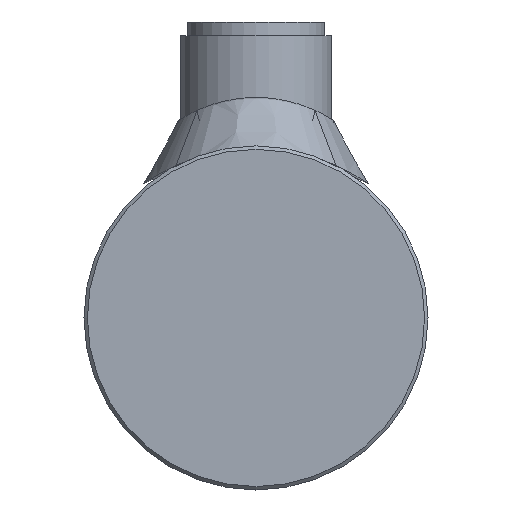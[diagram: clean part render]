
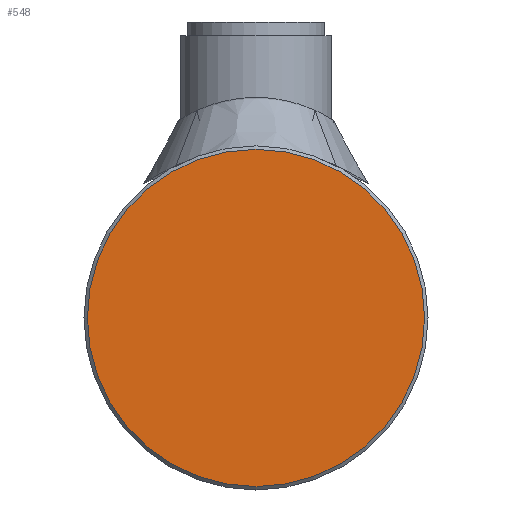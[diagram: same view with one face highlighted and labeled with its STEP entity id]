
A CAD part, left-side view. The second image highlights one B-rep face of the part: STEP entity #548.
In plain terms, the highlighted planar face has unit normal (-1, 0, 0).
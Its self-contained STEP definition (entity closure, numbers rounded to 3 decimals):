
#548 = ADVANCED_FACE( '', ( #1036 ), #1037, .T. );
#1036 = FACE_OUTER_BOUND( '', #1790, .T. );
#1037 = PLANE( '', #1791 );
#1790 = EDGE_LOOP( '', ( #4680 ) );
#1791 = AXIS2_PLACEMENT_3D( '', #4681, #4682, #4683 );
#4680 = ORIENTED_EDGE( '', *, *, #5634, .T. );
#4681 = CARTESIAN_POINT( '', ( -10., 0., 0. ) );
#4682 = DIRECTION( '', ( -1., 0., 0. ) );
#4683 = DIRECTION( '', ( 0., -1., 0. ) );
#5634 = EDGE_CURVE( '', #6142, #6142, #6143, .T. );
#6142 = VERTEX_POINT( '', #6756 );
#6143 = CIRCLE( '', #6757, 24.5 );
#6756 = CARTESIAN_POINT( '', ( -10., -24.5, 0. ) );
#6757 = AXIS2_PLACEMENT_3D( '', #8166, #8167, #8168 );
#8166 = CARTESIAN_POINT( '', ( -10., 0., 0. ) );
#8167 = DIRECTION( '', ( -1., 0., 0. ) );
#8168 = DIRECTION( '', ( 0., -1., 0. ) );
